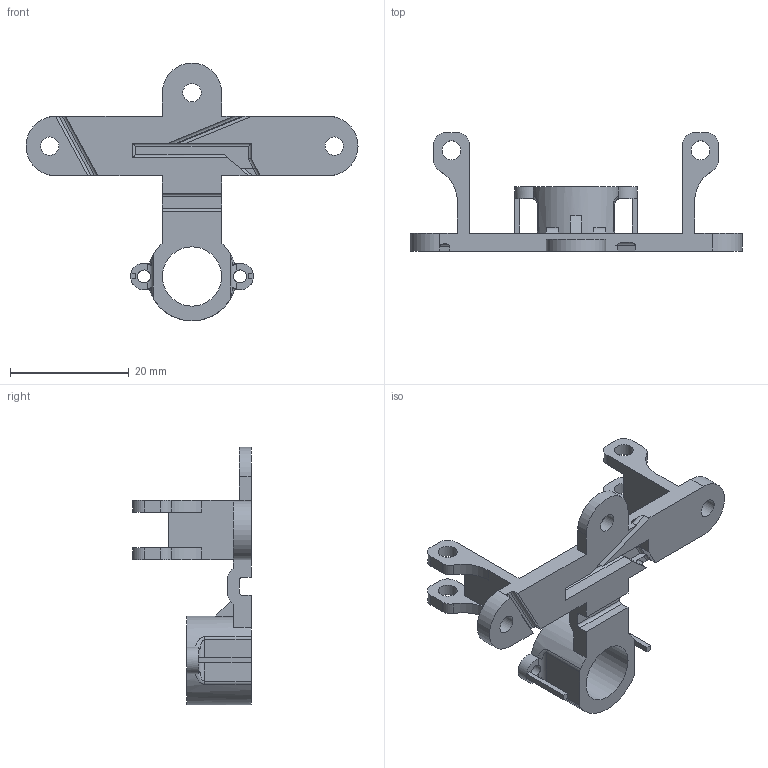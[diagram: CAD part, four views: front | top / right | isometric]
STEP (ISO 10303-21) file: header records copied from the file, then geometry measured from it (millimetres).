
FILE_DESCRIPTION(/* description */ (''),/* implementation_level */ '2;1');
FILE_NAME(/* name */ 'Akkucase_T1.stp',/* time_stamp */ '2021-12-03T12:04:51+01:00',/* author */ ('lucie'),/* organization */ (''),/* preprocessor_version */ 'ST-DEVELOPER v18.1',/* originating_system */ 'Autodesk Inventor 2021',/* authorisation */ '');
FILE_SCHEMA (('AUTOMOTIVE_DESIGN { 1 0 10303 214 3 1 1 }'));
Length unit declared in the file: millimetre
Products named in the file (1): Akkucase_T1
Bounding box: 56 x 20 x 43.5 mm (x, y, z)
Volume: 3528.4 mm3; surface area: 4245.5 mm2
Topology: 1 solids, 1 shells, 139 faces, 411 edges, 272 vertices
Faces by surface type: plane 79, cylinder 56, bspline 4
Full cylindrical faces by diameter (mm): 2.2 x2, 3.1 x3, 3.2 x4, 10 x1
Entity records: 4912 total; most frequent: CARTESIAN_POINT 1051, ORIENTED_EDGE 822, DIRECTION 784, EDGE_CURVE 411, VERTEX_POINT 272, LINE 264, VECTOR 264, AXIS2_PLACEMENT_3D 260
